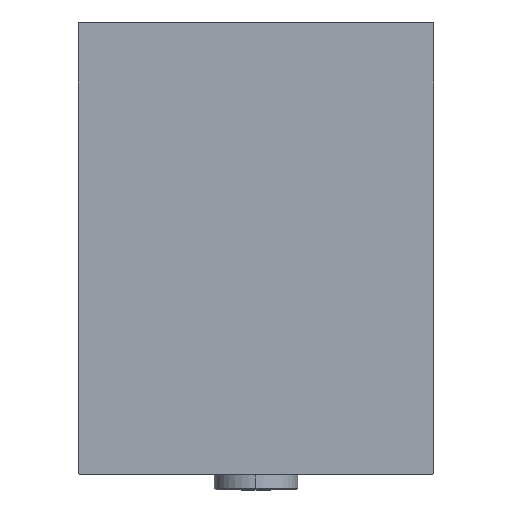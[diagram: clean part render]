
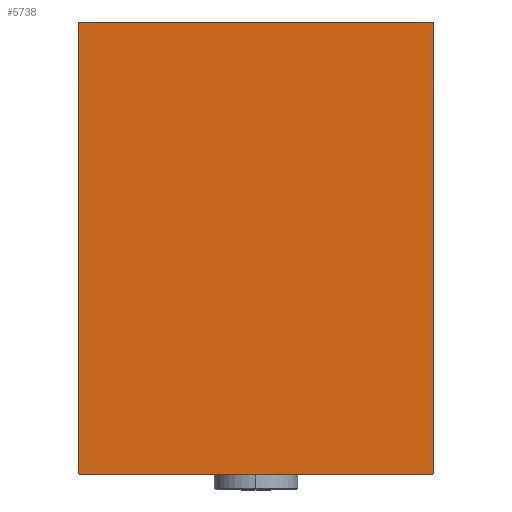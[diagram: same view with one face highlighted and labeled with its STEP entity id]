
A CAD part, left-side view. The second image highlights one B-rep face of the part: STEP entity #5738.
In plain terms, the highlighted face is planar.
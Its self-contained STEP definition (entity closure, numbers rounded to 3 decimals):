
#489 = DIRECTION ( 'NONE',  ( 0., 0., -1. ) ) ;
#1471 = EDGE_CURVE ( 'NONE', #26390, #4237, #14866, .T. ) ;
#3214 = CARTESIAN_POINT ( 'NONE',  ( 213., 62.35, 62.35 ) ) ;
#3254 = DIRECTION ( 'NONE',  ( 0., 0., 1. ) ) ;
#4237 = VERTEX_POINT ( 'NONE', #31770 ) ;
#4424 = LINE ( 'NONE', #35176, #14965 ) ;
#5738 = ADVANCED_FACE ( 'NONE', ( #19810 ), #33488, .T. ) ;
#6000 = ORIENTED_EDGE ( 'NONE', *, *, #26223, .T. ) ;
#6631 = CARTESIAN_POINT ( 'NONE',  ( 213., 54.7, 70. ) ) ;
#7896 = DIRECTION ( 'NONE',  ( 0., -0.707, -0.707 ) ) ;
#9266 = CARTESIAN_POINT ( 'NONE',  ( 213., -55., -70. ) ) ;
#10498 = VERTEX_POINT ( 'NONE', #26896 ) ;
#11534 = VECTOR ( 'NONE', #3254, 1000. ) ;
#12203 = VECTOR ( 'NONE', #26960, 1000. ) ;
#12383 = LINE ( 'NONE', #14872, #17852 ) ;
#12712 = CARTESIAN_POINT ( 'NONE',  ( 213., 55., -70. ) ) ;
#13199 = ORIENTED_EDGE ( 'NONE', *, *, #39145, .T. ) ;
#13904 = VECTOR ( 'NONE', #33258, 1000. ) ;
#14866 = LINE ( 'NONE', #42202, #43484 ) ;
#14872 = CARTESIAN_POINT ( 'NONE',  ( 213., 62.35, -62.35 ) ) ;
#14965 = VECTOR ( 'NONE', #30707, 1000. ) ;
#16611 = VERTEX_POINT ( 'NONE', #6631 ) ;
#17072 = ORIENTED_EDGE ( 'NONE', *, *, #21346, .T. ) ;
#17337 = ORIENTED_EDGE ( 'NONE', *, *, #34149, .T. ) ;
#17852 = VECTOR ( 'NONE', #28549, 1000. ) ;
#19810 = FACE_OUTER_BOUND ( 'NONE', #25343, .T. ) ;
#20279 = LINE ( 'NONE', #3214, #26650 ) ;
#20512 = ORIENTED_EDGE ( 'NONE', *, *, #1471, .T. ) ;
#21346 = EDGE_CURVE ( 'NONE', #37851, #28259, #12383, .T. ) ;
#25343 = EDGE_LOOP ( 'NONE', ( #13199, #17072, #38442, #17337, #6000, #20512, #42127, #42793 ) ) ;
#25371 = LINE ( 'NONE', #39701, #38894 ) ;
#25810 = DIRECTION ( 'NONE',  ( 0., 0., -1. ) ) ;
#25913 = LINE ( 'NONE', #39581, #12203 ) ;
#26223 = EDGE_CURVE ( 'NONE', #16611, #26390, #4424, .T. ) ;
#26315 = LINE ( 'NONE', #9266, #13904 ) ;
#26390 = VERTEX_POINT ( 'NONE', #43208 ) ;
#26613 = LINE ( 'NONE', #12712, #11534 ) ;
#26650 = VECTOR ( 'NONE', #33515, 1000. ) ;
#26896 = CARTESIAN_POINT ( 'NONE',  ( 213., -55., -69.7 ) ) ;
#26960 = DIRECTION ( 'NONE',  ( 0., 0.707, -0.707 ) ) ;
#28259 = VERTEX_POINT ( 'NONE', #37020 ) ;
#28549 = DIRECTION ( 'NONE',  ( 0., 0.707, 0.707 ) ) ;
#29119 = AXIS2_PLACEMENT_3D ( 'NONE', #30127, #43797, #489 ) ;
#29818 = EDGE_CURVE ( 'NONE', #10498, #38678, #25913, .T. ) ;
#30127 = CARTESIAN_POINT ( 'NONE',  ( 213., 0., 0. ) ) ;
#30660 = CARTESIAN_POINT ( 'NONE',  ( 213., 54.7, -70. ) ) ;
#30707 = DIRECTION ( 'NONE',  ( 0., -1., 0. ) ) ;
#31102 = VERTEX_POINT ( 'NONE', #33257 ) ;
#31770 = CARTESIAN_POINT ( 'NONE',  ( 213., -55., 69.7 ) ) ;
#32335 = EDGE_CURVE ( 'NONE', #28259, #31102, #26613, .T. ) ;
#33257 = CARTESIAN_POINT ( 'NONE',  ( 213., 55., 69.7 ) ) ;
#33258 = DIRECTION ( 'NONE',  ( 0., 1., 0. ) ) ;
#33488 = PLANE ( 'NONE',  #29119 ) ;
#33515 = DIRECTION ( 'NONE',  ( 0., -0.707, 0.707 ) ) ;
#34149 = EDGE_CURVE ( 'NONE', #31102, #16611, #20279, .T. ) ;
#35176 = CARTESIAN_POINT ( 'NONE',  ( 213., 55., 70. ) ) ;
#37020 = CARTESIAN_POINT ( 'NONE',  ( 213., 55., -69.7 ) ) ;
#37615 = CARTESIAN_POINT ( 'NONE',  ( 213., -54.7, -70. ) ) ;
#37851 = VERTEX_POINT ( 'NONE', #30660 ) ;
#38442 = ORIENTED_EDGE ( 'NONE', *, *, #32335, .T. ) ;
#38678 = VERTEX_POINT ( 'NONE', #37615 ) ;
#38894 = VECTOR ( 'NONE', #25810, 1000. ) ;
#39145 = EDGE_CURVE ( 'NONE', #38678, #37851, #26315, .T. ) ;
#39581 = CARTESIAN_POINT ( 'NONE',  ( 213., -62.35, -62.35 ) ) ;
#39701 = CARTESIAN_POINT ( 'NONE',  ( 213., -55., 70. ) ) ;
#41585 = EDGE_CURVE ( 'NONE', #4237, #10498, #25371, .T. ) ;
#42127 = ORIENTED_EDGE ( 'NONE', *, *, #41585, .T. ) ;
#42202 = CARTESIAN_POINT ( 'NONE',  ( 213., -62.35, 62.35 ) ) ;
#42793 = ORIENTED_EDGE ( 'NONE', *, *, #29818, .T. ) ;
#43208 = CARTESIAN_POINT ( 'NONE',  ( 213., -54.7, 70. ) ) ;
#43484 = VECTOR ( 'NONE', #7896, 1000. ) ;
#43797 = DIRECTION ( 'NONE',  ( 1., 0., 0. ) ) ;
